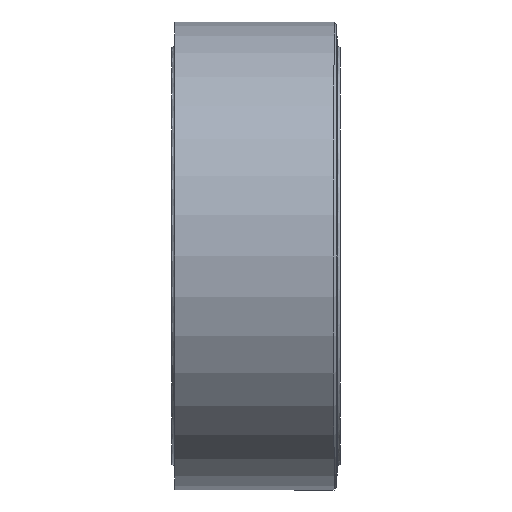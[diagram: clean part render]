
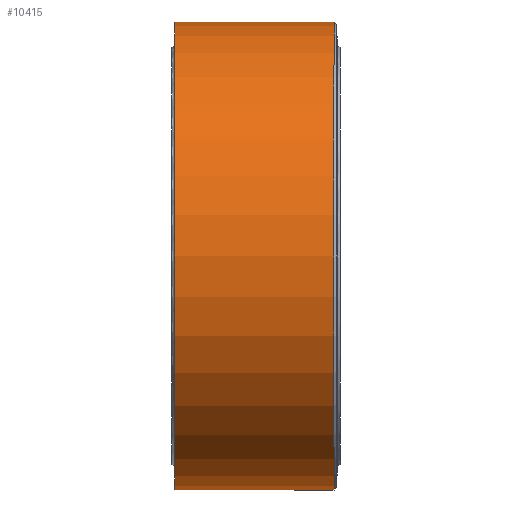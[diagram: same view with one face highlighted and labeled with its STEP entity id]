
A CAD part, left-side view. The second image highlights one B-rep face of the part: STEP entity #10415.
In plain terms, the highlighted cylindrical face has radius 44.196 mm (diameter 88.392 mm), a full revolution.
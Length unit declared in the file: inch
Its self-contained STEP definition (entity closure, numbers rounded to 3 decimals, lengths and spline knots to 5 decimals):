
#180=CARTESIAN_POINT('',(-1.40825,-1.025,0.));
#181=VERTEX_POINT('',#180);
#182=CARTESIAN_POINT('',(-3.14825,-1.025,0.));
#183=DIRECTION('',(0.0,-1.0,0.0));
#184=DIRECTION('',(-1.0,0.0,0.0));
#185=AXIS2_PLACEMENT_3D('',#182,#183,#184);
#186=CIRCLE('',#185,1.74);
#187=EDGE_CURVE('',#181,#181,#186,.T.);
#8120=CARTESIAN_POINT('',(-1.40825,0.16,0.));
#8121=VERTEX_POINT('',#8120);
#8122=CARTESIAN_POINT('',(-3.14825,0.16,0.));
#8123=DIRECTION('',(0.0,1.0,0.0));
#8124=DIRECTION('',(1.0,0.0,0.0));
#8125=AXIS2_PLACEMENT_3D('',#8122,#8123,#8124);
#8126=CIRCLE('',#8125,1.74);
#8127=EDGE_CURVE('',#8121,#8121,#8126,.T.);
#8176=CARTESIAN_POINT('',(-1.40825,-0.117,0.));
#8177=VERTEX_POINT('',#8176);
#8178=CARTESIAN_POINT('',(-1.40825,-0.0955,0.));
#8179=VERTEX_POINT('',#8178);
#8180=CARTESIAN_POINT('',(-1.40825,-0.117,0.));
#8181=DIRECTION('',(0.0,1.0,0.0));
#8182=VECTOR('',#8181,0.0215);
#8183=LINE('',#8180,#8182);
#8184=EDGE_CURVE('',#8177,#8179,#8183,.T.);
#8186=CARTESIAN_POINT('',(-1.40826,-0.09532,-0.00594));
#8187=VERTEX_POINT('',#8186);
#8188=CARTESIAN_POINT('',(-1.40825,0.0,0.));
#8189=DIRECTION('',(1.0,0.0,0.0));
#8190=DIRECTION('',(0.0,0.0,1.0));
#8191=AXIS2_PLACEMENT_3D('',#8188,#8189,#8190);
#8192=CIRCLE('',#8191,0.0955);
#8193=EDGE_CURVE('',#8179,#8187,#8192,.T.);
#8195=CARTESIAN_POINT('',(-1.40826,0.09532,-0.00594));
#8196=VERTEX_POINT('',#8195);
#8204=CARTESIAN_POINT('',(-1.40825,0.0955,0.));
#8205=VERTEX_POINT('',#8204);
#8206=CARTESIAN_POINT('',(-1.40825,0.0,0.));
#8207=DIRECTION('',(1.0,0.0,0.0));
#8208=DIRECTION('',(0.0,0.0,1.0));
#8209=AXIS2_PLACEMENT_3D('',#8206,#8207,#8208);
#8210=CIRCLE('',#8209,0.0955);
#8211=EDGE_CURVE('',#8196,#8205,#8210,.T.);
#8213=CARTESIAN_POINT('',(-1.40825,0.117,0.));
#8214=VERTEX_POINT('',#8213);
#8215=CARTESIAN_POINT('',(-1.40825,0.0955,0.));
#8216=DIRECTION('',(0.0,1.0,0.0));
#8217=VECTOR('',#8216,0.0215);
#8218=LINE('',#8215,#8217);
#8219=EDGE_CURVE('',#8205,#8214,#8218,.T.);
#8242=CARTESIAN_POINT('',(-1.40825,-0.09505,0.));
#8243=VERTEX_POINT('',#8242);
#8244=CARTESIAN_POINT('',(-1.40826,-0.09532,0.00594));
#8245=VERTEX_POINT('',#8244);
#8246=CARTESIAN_POINT('',(-1.41351,0.00017,0.00722));
#8247=DIRECTION('',(-0.998,-0.055,-0.004));
#8248=DIRECTION('',(0.055,-0.998,-0.013));
#8249=AXIS2_PLACEMENT_3D('',#8246,#8247,#8248);
#8250=CIRCLE('',#8249,0.09564);
#8251=EDGE_CURVE('',#8243,#8245,#8250,.T.);
#8253=CARTESIAN_POINT('',(-1.40826,0.09532,0.00594));
#8254=VERTEX_POINT('',#8253);
#8262=CARTESIAN_POINT('',(-1.40825,0.09505,0.));
#8263=VERTEX_POINT('',#8262);
#8264=CARTESIAN_POINT('',(-1.41351,-0.00017,0.00722));
#8265=DIRECTION('',(-0.998,0.055,-0.004));
#8266=DIRECTION('',(0.055,0.996,-0.075));
#8267=AXIS2_PLACEMENT_3D('',#8264,#8265,#8266);
#8268=CIRCLE('',#8267,0.09564);
#8269=EDGE_CURVE('',#8254,#8263,#8268,.T.);
#8271=CARTESIAN_POINT('',(-1.40825,0.09505,0.));
#8272=CARTESIAN_POINT('',(-1.40825,0.09501,0.0005));
#8273=CARTESIAN_POINT('',(-1.40825,0.09497,0.00101));
#8274=CARTESIAN_POINT('',(-1.40826,0.09388,0.01285));
#8275=CARTESIAN_POINT('',(-1.40838,0.09083,0.02391));
#8276=CARTESIAN_POINT('',(-1.40879,0.0809,0.04473));
#8277=CARTESIAN_POINT('',(-1.40908,0.07399,0.05428));
#8278=CARTESIAN_POINT('',(-1.40967,0.05684,0.07066));
#8279=CARTESIAN_POINT('',(-1.40996,0.04665,0.07726));
#8280=CARTESIAN_POINT('',(-1.41039,0.02422,0.08636));
#8281=CARTESIAN_POINT('',(-1.41051,0.01217,0.08871));
#8282=CARTESIAN_POINT('',(-1.41051,-0.01217,0.08871));
#8283=CARTESIAN_POINT('',(-1.41039,-0.02422,0.08636));
#8284=CARTESIAN_POINT('',(-1.40996,-0.04665,0.07726));
#8285=CARTESIAN_POINT('',(-1.40967,-0.05684,0.07066));
#8286=CARTESIAN_POINT('',(-1.40908,-0.07399,0.05428));
#8287=CARTESIAN_POINT('',(-1.40879,-0.0809,0.04473));
#8288=CARTESIAN_POINT('',(-1.40838,-0.09083,0.02391));
#8289=CARTESIAN_POINT('',(-1.40826,-0.09388,0.01285));
#8290=CARTESIAN_POINT('',(-1.40825,-0.09497,0.00101));
#8291=CARTESIAN_POINT('',(-1.40825,-0.09501,0.0005));
#8292=CARTESIAN_POINT('',(-1.40825,-0.09505,0.));
#8293=B_SPLINE_CURVE_WITH_KNOTS('',3,(#8271,#8272,#8273,#8274,#8275,#8276,#8277,#8278,#8279,#8280,#8281,#8282,#8283,#8284,#8285,#8286,#8287,#8288,#8289,#8290,#8291,#8292),.UNSPECIFIED.,.F.,.U.,(4,2,2,2,2,2,2,2,2,2,4),(-0.28519,-0.28368,-0.24953,-0.21447,-0.17836,-0.14184,-0.10531,-0.06921,-0.03415,0.0,0.00152),.UNSPECIFIED.);
#8294=EDGE_CURVE('',#8263,#8243,#8293,.T.);
#8304=CARTESIAN_POINT('',(-1.41351,0.00017,-0.00722));
#8305=DIRECTION('',(-0.998,-0.055,0.004));
#8306=DIRECTION('',(0.055,-0.996,0.075));
#8307=AXIS2_PLACEMENT_3D('',#8304,#8305,#8306);
#8308=CIRCLE('',#8307,0.09564);
#8309=EDGE_CURVE('',#8187,#8243,#8308,.T.);
#8311=CARTESIAN_POINT('',(-1.40825,-0.09505,0.));
#8312=CARTESIAN_POINT('',(-1.40825,-0.09501,-0.0005));
#8313=CARTESIAN_POINT('',(-1.40825,-0.09497,-0.00101));
#8314=CARTESIAN_POINT('',(-1.40826,-0.09388,-0.01285));
#8315=CARTESIAN_POINT('',(-1.40838,-0.09083,-0.02391));
#8316=CARTESIAN_POINT('',(-1.40879,-0.0809,-0.04473));
#8317=CARTESIAN_POINT('',(-1.40908,-0.07399,-0.05428));
#8318=CARTESIAN_POINT('',(-1.40967,-0.05684,-0.07066));
#8319=CARTESIAN_POINT('',(-1.40996,-0.04665,-0.07726));
#8320=CARTESIAN_POINT('',(-1.41039,-0.02422,-0.08636));
#8321=CARTESIAN_POINT('',(-1.41051,-0.01217,-0.08871));
#8322=CARTESIAN_POINT('',(-1.41051,0.01217,-0.08871));
#8323=CARTESIAN_POINT('',(-1.41039,0.02422,-0.08636));
#8324=CARTESIAN_POINT('',(-1.40996,0.04665,-0.07726));
#8325=CARTESIAN_POINT('',(-1.40967,0.05684,-0.07066));
#8326=CARTESIAN_POINT('',(-1.40908,0.07399,-0.05428));
#8327=CARTESIAN_POINT('',(-1.40879,0.0809,-0.04473));
#8328=CARTESIAN_POINT('',(-1.40838,0.09083,-0.02391));
#8329=CARTESIAN_POINT('',(-1.40826,0.09388,-0.01285));
#8330=CARTESIAN_POINT('',(-1.40825,0.09497,-0.00101));
#8331=CARTESIAN_POINT('',(-1.40825,0.09501,-0.0005));
#8332=CARTESIAN_POINT('',(-1.40825,0.09505,0.));
#8333=B_SPLINE_CURVE_WITH_KNOTS('',3,(#8311,#8312,#8313,#8314,#8315,#8316,#8317,#8318,#8319,#8320,#8321,#8322,#8323,#8324,#8325,#8326,#8327,#8328,#8329,#8330,#8331,#8332),.UNSPECIFIED.,.F.,.U.,(4,2,2,2,2,2,2,2,2,2,4),(-0.28519,-0.28368,-0.24953,-0.21447,-0.17836,-0.14184,-0.10531,-0.06921,-0.03415,0.0,0.00152),.UNSPECIFIED.);
#8334=EDGE_CURVE('',#8243,#8263,#8333,.T.);
#8336=CARTESIAN_POINT('',(-1.41351,-0.00017,-0.00722));
#8337=DIRECTION('',(-0.998,0.055,0.004));
#8338=DIRECTION('',(0.055,0.998,0.013));
#8339=AXIS2_PLACEMENT_3D('',#8336,#8337,#8338);
#8340=CIRCLE('',#8339,0.09564);
#8341=EDGE_CURVE('',#8263,#8196,#8340,.T.);
#8398=CARTESIAN_POINT('',(-1.40825,-0.117,0.));
#8399=DIRECTION('',(0.0,1.0,0.0));
#8400=VECTOR('',#8399,0.0215);
#8401=LINE('',#8398,#8400);
#8402=EDGE_CURVE('',#8177,#8179,#8401,.T.);
#8407=CARTESIAN_POINT('',(-1.40825,0.0955,0.));
#8408=DIRECTION('',(0.0,1.0,0.0));
#8409=VECTOR('',#8408,0.0215);
#8410=LINE('',#8407,#8409);
#8411=EDGE_CURVE('',#8205,#8214,#8410,.T.);
#8413=CARTESIAN_POINT('',(-1.40825,0.0,0.));
#8414=DIRECTION('',(1.0,0.0,0.0));
#8415=DIRECTION('',(0.0,0.0,1.0));
#8416=AXIS2_PLACEMENT_3D('',#8413,#8414,#8415);
#8417=CIRCLE('',#8416,0.0955);
#8418=EDGE_CURVE('',#8205,#8254,#8417,.T.);
#8421=CARTESIAN_POINT('',(-1.40825,0.0,0.));
#8422=DIRECTION('',(1.0,0.0,0.0));
#8423=DIRECTION('',(0.0,0.0,1.0));
#8424=AXIS2_PLACEMENT_3D('',#8421,#8422,#8423);
#8425=CIRCLE('',#8424,0.0955);
#8426=EDGE_CURVE('',#8245,#8179,#8425,.T.);
#10388=CARTESIAN_POINT('',(-3.14825,-0.125,0.));
#10389=DIRECTION('',(0.0,-1.0,0.0));
#10390=DIRECTION('',(1.0,0.0,0.0));
#10391=AXIS2_PLACEMENT_3D('',#10388,#10389,#10390);
#10392=CYLINDRICAL_SURFACE('',#10391,1.74);
#10393=ORIENTED_EDGE('',*,*,#8127,.F.);
#10394=EDGE_LOOP('',(#10393));
#10395=FACE_OUTER_BOUND('',#10394,.T.);
#10396=ORIENTED_EDGE('',*,*,#8341,.F.);
#10397=ORIENTED_EDGE('',*,*,#8334,.F.);
#10398=ORIENTED_EDGE('',*,*,#8309,.F.);
#10399=ORIENTED_EDGE('',*,*,#8193,.F.);
#10400=ORIENTED_EDGE('',*,*,#8184,.F.);
#10401=ORIENTED_EDGE('',*,*,#8402,.T.);
#10402=ORIENTED_EDGE('',*,*,#8426,.F.);
#10403=ORIENTED_EDGE('',*,*,#8251,.F.);
#10404=ORIENTED_EDGE('',*,*,#8294,.F.);
#10405=ORIENTED_EDGE('',*,*,#8269,.F.);
#10406=ORIENTED_EDGE('',*,*,#8418,.F.);
#10407=ORIENTED_EDGE('',*,*,#8411,.T.);
#10408=ORIENTED_EDGE('',*,*,#8219,.F.);
#10409=ORIENTED_EDGE('',*,*,#8211,.F.);
#10410=EDGE_LOOP('',(#10396,#10397,#10398,#10399,#10400,#10401,#10402,#10403,#10404,#10405,#10406,#10407,#10408,#10409));
#10411=FACE_BOUND('',#10410,.T.);
#10412=ORIENTED_EDGE('',*,*,#187,.F.);
#10413=EDGE_LOOP('',(#10412));
#10414=FACE_BOUND('',#10413,.T.);
#10415=ADVANCED_FACE('',(#10395,#10411,#10414),#10392,.T.);
